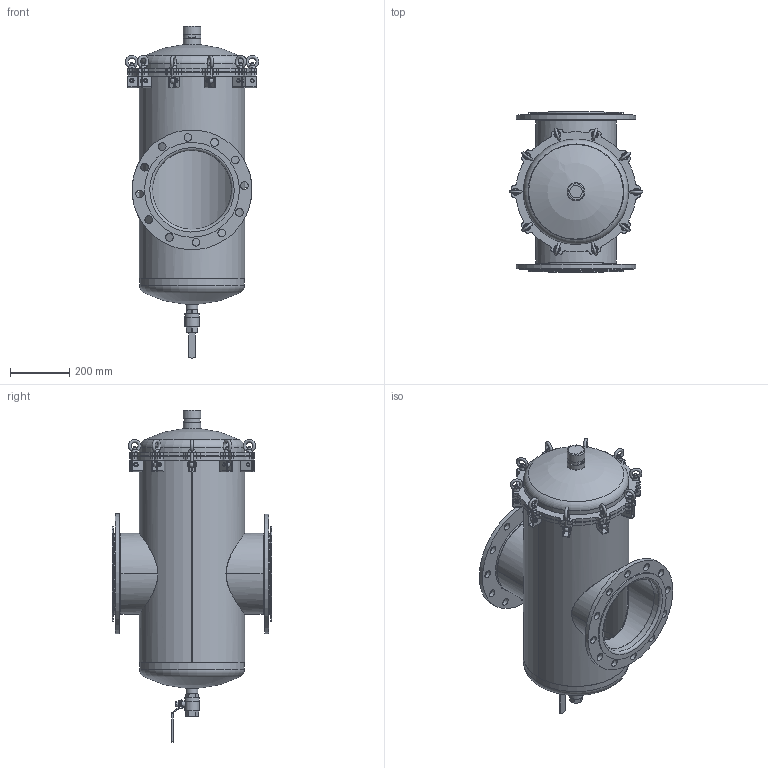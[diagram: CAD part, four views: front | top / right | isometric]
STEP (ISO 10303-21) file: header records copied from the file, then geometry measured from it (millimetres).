
FILE_DESCRIPTION(/* description */ ('Unknown'),/* implementation_level */ '2;1');
FILE_NAME(/* name */ 'RD21DN250 STP',/* time_stamp */ '2021-04-08T19:15:10+02:00',/* author */ ('Unknown'),/* organization */ ('Unknown'),/* preprocessor_version */ 'ST-DEVELOPER v16.7',/* originating_system */ 'Solid Edge',/* authorisation */ 'Unknown');
FILE_SCHEMA (('AUTOMOTIVE_DESIGN {1 0 10303 214 3 1 1}'));
Length unit declared in the file: millimetre
Products named in the file (23): RD21DN250 STP; 8-004-1; 8-001-1; O-kroužek NBR 70 ShA 360x8 Dichtomatik; 8-002-1; 5-027-2; 1-021-1; KROUZEK POJISTNY  A9 DIN471; ŠROUB S OKEM M10X60 DIN 444B A2; MATICE M10 S OKEM DIN 582 A2 ; 8-010-1; 8-006-1; KROUZEK LEMOVY DN 250; 8-011-1; MUFNA G 1 HALF; PRIRUBA TOCIVA DN 250; BALL VALVE MF G1; BALL VALVE G1 MF PART1; BALL VALVE G1 MF PART2; 7-014-1; 7-020-1; 7-021-1; O-kroužek NBR 70 ShA 42x6 Dichtomatik
Assembly tree (70 placements, depth 3):
  RD21DN250 STP
    8-004-1
    8-001-1
    O-kroužek NBR 70 ShA 360x8 Dichtomatik
    8-002-1
    5-027-2  x10
    1-021-1  x10
    KROUZEK POJISTNY  A9 DIN471  x10
    ŠROUB S OKEM M10X60 DIN 444B A2  x10
    MATICE M10 S OKEM DIN 582 A2   x10
    8-010-1
    8-006-1  x2
    KROUZEK LEMOVY DN 250  x2
    8-011-1
    MUFNA G 1 HALF
    PRIRUBA TOCIVA DN 250  x2
    BALL VALVE MF G1
      BALL VALVE G1 MF PART1
      BALL VALVE G1 MF PART2
    7-014-1
    7-020-1
    7-021-1
    O-kroužek NBR 70 ShA 42x6 Dichtomatik
Bounding box: 450.38 x 540 x 1121.43 mm (x, y, z)
Volume: 6739519.2 mm3; surface area: 3353735.8 mm2
Topology: 69 solids, 69 shells, 1321 faces, 3430 edges, 2277 vertices
Faces by surface type: cylinder 558, plane 553, cone 118, torus 49, bspline 28, sphere 15
Full cylindrical faces by diameter (mm): 1.47 x20, 8 x2, 8.376 x10, 9 x11, 10 x40, 10.5 x10, 11 x21, 12 x10, 16 x1, 19.6 x1, 25 x2, 26 x24, 30.291 x1, 31 x1, 33 x1, 33.249 x1, 37.91 x1, 38 x1, 38.952 x1, 40 x2, 40.129 x1, 41.91 x1, 42 x4, 45 x1, 47.5 x1, 49.5 x1, 54 x2, 56 x2, 60 x3, 267 x2
Entity records: 24292 total; most frequent: CARTESIAN_POINT 6872, DIRECTION 3431, ORIENTED_EDGE 3000, EDGE_CURVE 1500, AXIS2_PLACEMENT_3D 1359, VERTEX_POINT 1056, EDGE_LOOP 862, FACE_BOUND 862
